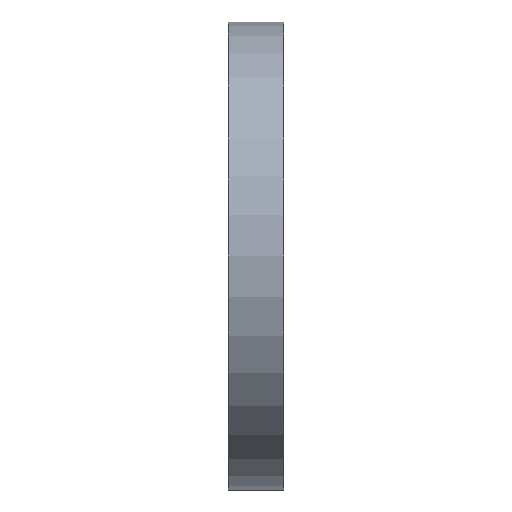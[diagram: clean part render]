
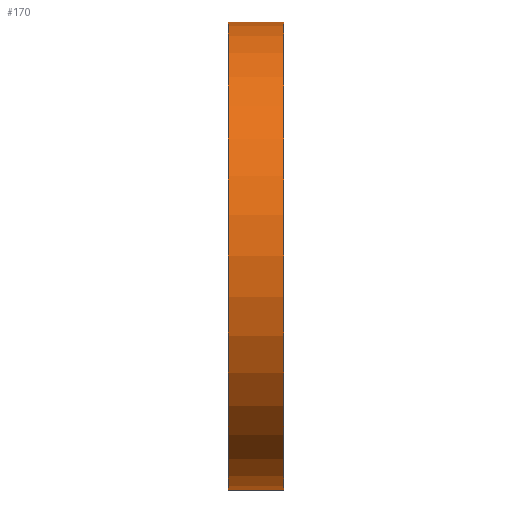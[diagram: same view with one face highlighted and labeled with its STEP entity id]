
A CAD part, left-side view. The second image highlights one B-rep face of the part: STEP entity #170.
In plain terms, the highlighted cylindrical face has radius 92.5 mm (diameter 185 mm), a partial arc.
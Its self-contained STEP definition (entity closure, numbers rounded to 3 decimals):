
#17 = VERTEX_POINT ( 'NONE', #541 ) ;
#50 = EDGE_CURVE ( 'NONE', #586, #653, #411, .T. ) ;
#62 = CARTESIAN_POINT ( 'NONE',  ( 0., 0., 0. ) ) ;
#74 = DIRECTION ( 'NONE',  ( 0., 0., -1. ) ) ;
#87 = AXIS2_PLACEMENT_3D ( 'NONE', #62, #491, #647 ) ;
#123 = LINE ( 'NONE', #889, #714 ) ;
#162 = DIRECTION ( 'NONE',  ( 0., 1., 0. ) ) ;
#170 = ADVANCED_FACE ( 'NONE', ( #498 ), #789, .T. ) ;
#196 = CARTESIAN_POINT ( 'NONE',  ( 0., 22., -92.5 ) ) ;
#208 = EDGE_CURVE ( 'NONE', #669, #17, #218, .T. ) ;
#218 = CIRCLE ( 'NONE', #87, 92.5 ) ;
#232 = AXIS2_PLACEMENT_3D ( 'NONE', #537, #162, #450 ) ;
#326 = ORIENTED_EDGE ( 'NONE', *, *, #208, .T. ) ;
#341 = EDGE_CURVE ( 'NONE', #586, #669, #579, .T. ) ;
#402 = EDGE_CURVE ( 'NONE', #653, #17, #123, .T. ) ;
#409 = DIRECTION ( 'NONE',  ( 0., -1., 0. ) ) ;
#411 = CIRCLE ( 'NONE', #232, 92.5 ) ;
#429 = DIRECTION ( 'NONE',  ( 0., -1., 0. ) ) ;
#450 = DIRECTION ( 'NONE',  ( 0., 0., 1. ) ) ;
#474 = ORIENTED_EDGE ( 'NONE', *, *, #341, .T. ) ;
#491 = DIRECTION ( 'NONE',  ( 0., 1., 0. ) ) ;
#492 = ORIENTED_EDGE ( 'NONE', *, *, #402, .F. ) ;
#498 = FACE_OUTER_BOUND ( 'NONE', #899, .T. ) ;
#504 = CARTESIAN_POINT ( 'NONE',  ( 0., 22., 0. ) ) ;
#519 = DIRECTION ( 'NONE',  ( 0., -1., 0. ) ) ;
#537 = CARTESIAN_POINT ( 'NONE',  ( 0., 22., 0. ) ) ;
#541 = CARTESIAN_POINT ( 'NONE',  ( 0., 0., 92.5 ) ) ;
#578 = CARTESIAN_POINT ( 'NONE',  ( 0., 0., -92.5 ) ) ;
#579 = LINE ( 'NONE', #585, #879 ) ;
#585 = CARTESIAN_POINT ( 'NONE',  ( 0., 22., -92.5 ) ) ;
#586 = VERTEX_POINT ( 'NONE', #196 ) ;
#647 = DIRECTION ( 'NONE',  ( 0., 0., 1. ) ) ;
#653 = VERTEX_POINT ( 'NONE', #873 ) ;
#669 = VERTEX_POINT ( 'NONE', #578 ) ;
#694 = AXIS2_PLACEMENT_3D ( 'NONE', #504, #429, #74 ) ;
#714 = VECTOR ( 'NONE', #409, 1000. ) ;
#715 = ORIENTED_EDGE ( 'NONE', *, *, #50, .F. ) ;
#789 = CYLINDRICAL_SURFACE ( 'NONE', #694, 92.5 ) ;
#873 = CARTESIAN_POINT ( 'NONE',  ( 0., 22., 92.5 ) ) ;
#879 = VECTOR ( 'NONE', #519, 1000. ) ;
#889 = CARTESIAN_POINT ( 'NONE',  ( 0., 22., 92.5 ) ) ;
#899 = EDGE_LOOP ( 'NONE', ( #492, #715, #474, #326 ) ) ;
